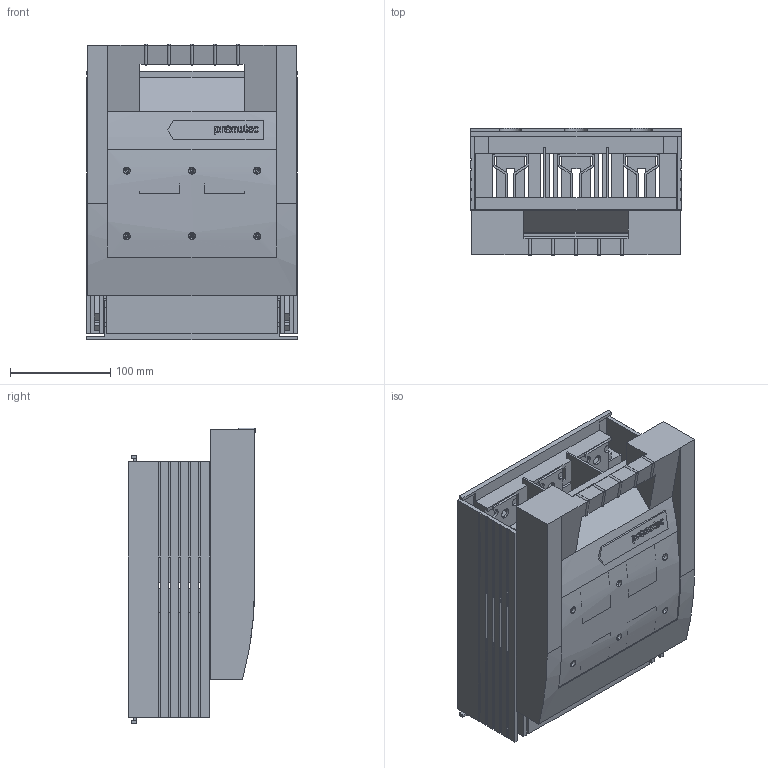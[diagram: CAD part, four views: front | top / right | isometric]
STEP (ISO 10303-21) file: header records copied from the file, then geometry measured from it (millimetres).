
FILE_DESCRIPTION(('OneSpaceDesigner STEP Export'),'2;1');
FILE_NAME('BTHC_NH-2.stp','2017-07-07T11:14:03',(''),(''),'OneSpace Designer STEP processor for AP214 (Solid Model)','OneSpace Designer 14.00B 27-May-2006 (C) CoCreate Software GmbH','');
FILE_SCHEMA(('AUTOMOTIVE_DESIGN { 1 0 10303 214 1 1 1 1 }'));
Length unit declared in the file: millimetre
Products named in the file (12): label; CC_1; window; p1.1.2; p1.1.1; p1.1; fuse_holder; NH-Kontakt2_6; socle; CC_2; BTHC_NH-2
Assembly tree (16 placements, depth 3):
  BTHC_NH-2
    CC_2
    socle
      socle
      NH-Kontakt2_6  x6
    fuse_holder
      p1.1
      p1.1.1
      p1.1.2
    window
    CC_1
    label
Bounding box: 210 x 126.88 x 295.1 mm (x, y, z)
Volume: 1656935.8 mm3; surface area: 870475.6 mm2
Topology: 20 solids, 20 shells, 1481 faces, 4392 edges, 2805 vertices
Faces by surface type: plane 1163, cylinder 246, extrusion 28, sphere 24, torus 20
Entity records: 45282 total; most frequent: CARTESIAN_POINT 11340, ORIENTED_EDGE 7464, DIRECTION 6100, EDGE_CURVE 3702, VECTOR 3032, LINE 3004, VERTEX_POINT 2365, AXIS2_PLACEMENT_3D 1534
